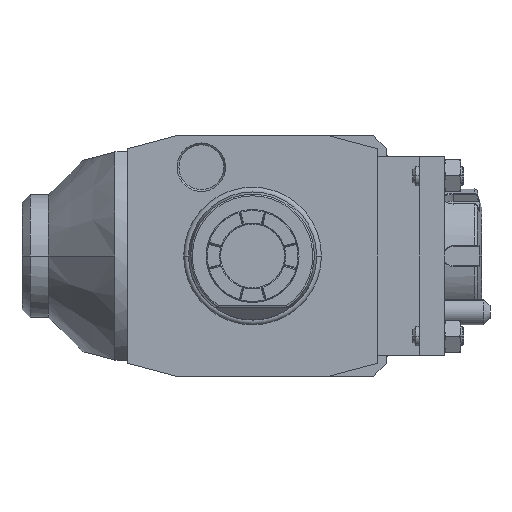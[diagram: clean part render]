
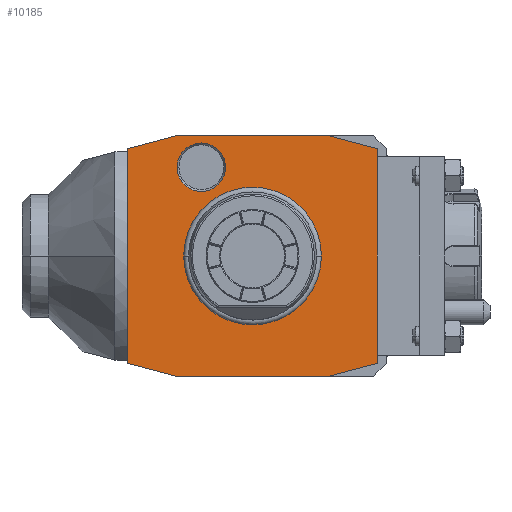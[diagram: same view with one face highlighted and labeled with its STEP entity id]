
A CAD part, front view. The second image highlights one B-rep face of the part: STEP entity #10185.
In plain terms, the highlighted planar face has unit normal (0, -1, 0).
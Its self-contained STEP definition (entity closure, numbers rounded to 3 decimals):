
#1=DIRECTION('',(0.966,0.,-0.259));
#2=VECTOR('',#1,15.529);
#3=CARTESIAN_POINT('',(-39.,0.,-33.481));
#4=LINE('',#3,#2);
#5=DIRECTION('',(0.,0.,-1.));
#6=VECTOR('',#5,66.962);
#7=CARTESIAN_POINT('',(-39.,0.,33.481));
#8=LINE('',#7,#6);
#9=DIRECTION('',(-0.966,0.,-0.259));
#10=VECTOR('',#9,15.529);
#11=CARTESIAN_POINT('',(-24.,0.,37.5));
#12=LINE('',#11,#10);
#13=DIRECTION('',(-1.,0.,0.));
#14=VECTOR('',#13,48.);
#15=CARTESIAN_POINT('',(24.,0.,37.5));
#16=LINE('',#15,#14);
#17=DIRECTION('',(-0.966,0.,0.259));
#18=VECTOR('',#17,15.529);
#19=CARTESIAN_POINT('',(39.,0.,33.481));
#20=LINE('',#19,#18);
#21=DIRECTION('',(0.,0.,1.));
#22=VECTOR('',#21,66.962);
#23=CARTESIAN_POINT('',(39.,0.,-33.481));
#24=LINE('',#23,#22);
#25=DIRECTION('',(0.966,0.,0.259));
#26=VECTOR('',#25,15.529);
#27=CARTESIAN_POINT('',(24.,0.,-37.5));
#28=LINE('',#27,#26);
#29=DIRECTION('',(1.,0.,0.));
#30=VECTOR('',#29,48.);
#31=CARTESIAN_POINT('',(-24.,0.,-37.5));
#32=LINE('',#31,#30);
#33=CARTESIAN_POINT('',(-16.,0.,27.713));
#34=DIRECTION('',(0.,1.,0.));
#35=DIRECTION('',(1.,0.,0.));
#36=AXIS2_PLACEMENT_3D('',#33,#34,#35);
#38=CARTESIAN_POINT('',(-16.,0.,27.713));
#39=DIRECTION('',(0.,1.,0.));
#40=DIRECTION('',(-1.,0.,0.));
#41=AXIS2_PLACEMENT_3D('',#38,#39,#40);
#6801=CARTESIAN_POINT('',(0.,0.,0.));
#6802=DIRECTION('',(0.,-1.,0.));
#6803=DIRECTION('',(1.,0.,0.));
#6804=AXIS2_PLACEMENT_3D('',#6801,#6802,#6803);
#6806=CARTESIAN_POINT('',(0.,0.,0.));
#6807=DIRECTION('',(0.,-1.,0.));
#6808=DIRECTION('',(-1.,0.,0.));
#6809=AXIS2_PLACEMENT_3D('',#6806,#6807,#6808);
#9096=CARTESIAN_POINT('',(-8.423,0.,27.713));
#9097=CARTESIAN_POINT('',(-23.577,0.,27.713));
#9098=VERTEX_POINT('',#9096);
#9099=VERTEX_POINT('',#9097);
#9927=CARTESIAN_POINT('',(-39.,0.,-33.481));
#9928=CARTESIAN_POINT('',(-24.,0.,-37.5));
#9929=VERTEX_POINT('',#9927);
#9930=VERTEX_POINT('',#9928);
#9931=CARTESIAN_POINT('',(24.,0.,-37.5));
#9932=VERTEX_POINT('',#9931);
#9933=CARTESIAN_POINT('',(39.,0.,-33.481));
#9934=VERTEX_POINT('',#9933);
#9935=CARTESIAN_POINT('',(39.,0.,33.481));
#9936=VERTEX_POINT('',#9935);
#9937=CARTESIAN_POINT('',(24.,0.,37.5));
#9938=VERTEX_POINT('',#9937);
#9939=CARTESIAN_POINT('',(-24.,0.,37.5));
#9940=VERTEX_POINT('',#9939);
#9941=CARTESIAN_POINT('',(-39.,0.,33.481));
#9942=VERTEX_POINT('',#9941);
#10018=CARTESIAN_POINT('',(21.137,0.,0.));
#10019=CARTESIAN_POINT('',(-21.137,0.,0.));
#10020=VERTEX_POINT('',#10018);
#10021=VERTEX_POINT('',#10019);
#10150=CARTESIAN_POINT('',(0.,0.,0.));
#10151=DIRECTION('',(0.,-1.,0.));
#10152=DIRECTION('',(-1.,0.,0.));
#10153=AXIS2_PLACEMENT_3D('',#10150,#10151,#10152);
#10154=PLANE('',#10153);
#10156=ORIENTED_EDGE('',*,*,#10155,.F.);
#10158=ORIENTED_EDGE('',*,*,#10157,.F.);
#10160=ORIENTED_EDGE('',*,*,#10159,.F.);
#10162=ORIENTED_EDGE('',*,*,#10161,.F.);
#10164=ORIENTED_EDGE('',*,*,#10163,.F.);
#10166=ORIENTED_EDGE('',*,*,#10165,.F.);
#10168=ORIENTED_EDGE('',*,*,#10167,.F.);
#10170=ORIENTED_EDGE('',*,*,#10169,.F.);
#10171=EDGE_LOOP('',(#10156,#10158,#10160,#10162,#10164,#10166,#10168,#10170));
#10172=FACE_OUTER_BOUND('',#10171,.F.);
#10174=ORIENTED_EDGE('',*,*,#10173,.T.);
#10176=ORIENTED_EDGE('',*,*,#10175,.T.);
#10177=EDGE_LOOP('',(#10174,#10176));
#10178=FACE_BOUND('',#10177,.F.);
#10180=ORIENTED_EDGE('',*,*,#10179,.F.);
#10182=ORIENTED_EDGE('',*,*,#10181,.F.);
#10183=EDGE_LOOP('',(#10180,#10182));
#10184=FACE_BOUND('',#10183,.F.);
#37=CIRCLE('',#36,7.577);
#42=CIRCLE('',#41,7.577);
#6805=CIRCLE('',#6804,21.137);
#6810=CIRCLE('',#6809,21.137);
#10155=EDGE_CURVE('',#9929,#9930,#4,.T.);
#10157=EDGE_CURVE('',#9942,#9929,#8,.T.);
#10159=EDGE_CURVE('',#9940,#9942,#12,.T.);
#10161=EDGE_CURVE('',#9938,#9940,#16,.T.);
#10163=EDGE_CURVE('',#9936,#9938,#20,.T.);
#10165=EDGE_CURVE('',#9934,#9936,#24,.T.);
#10167=EDGE_CURVE('',#9932,#9934,#28,.T.);
#10169=EDGE_CURVE('',#9930,#9932,#32,.T.);
#10173=EDGE_CURVE('',#10020,#10021,#6805,.T.);
#10175=EDGE_CURVE('',#10021,#10020,#6810,.T.);
#10179=EDGE_CURVE('',#9098,#9099,#37,.T.);
#10181=EDGE_CURVE('',#9099,#9098,#42,.T.);
#10185=ADVANCED_FACE('',(#10172,#10178,#10184),#10154,.T.);
